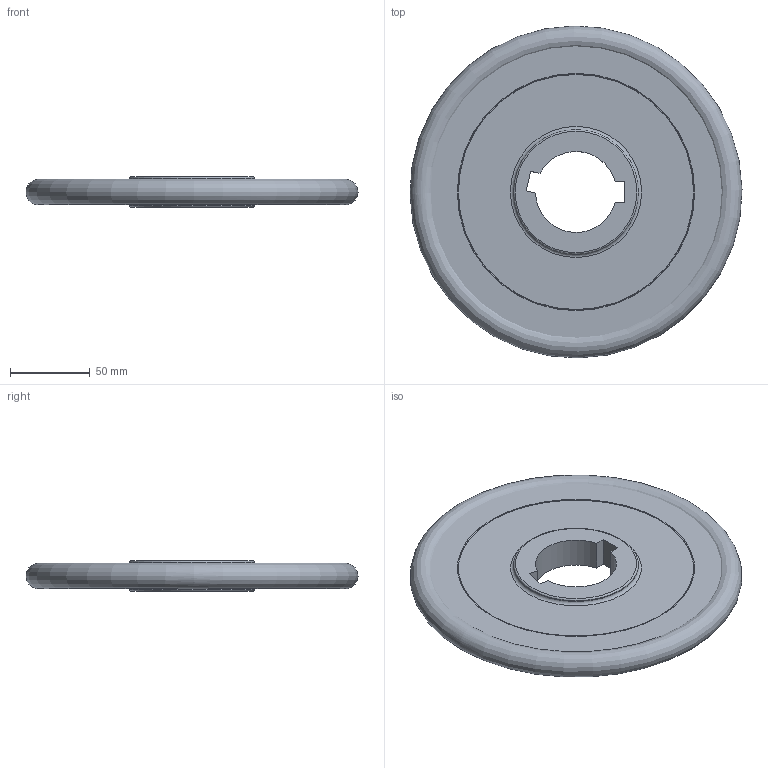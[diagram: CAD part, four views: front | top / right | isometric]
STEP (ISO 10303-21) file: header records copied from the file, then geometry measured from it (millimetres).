
FILE_DESCRIPTION(/* description */ (''),/* implementation_level */ '2;1');
FILE_NAME(/* name */ '335.25-08.00-0911R-R8.stp',/* time_stamp */ '2020-03-05T16:24:33+06:00',/* author */ (''),/* organization */ (''),/* preprocessor_version */ 'ST-DEVELOPER v16.7',/* originating_system */ 'SIEMENS PLM Software NX 12.0',/* authorisation */ '');
FILE_SCHEMA (('AUTOMOTIVE_DESIGN { 1 0 10303 214 3 1 1 1 }'));
Length unit declared in the file: millimetre
Products named in the file (1): 335.25-08.00-0911R-R8
Bounding box: 208.17 x 208.17 x 19.05 mm (x, y, z)
Volume: 492787.7 mm3; surface area: 98489.2 mm2
Topology: 2 solids, 2 shells, 28 faces, 62 edges, 40 vertices
Faces by surface type: plane 12, torus 8, cylinder 5, cone 2, revolution 1
Full cylindrical faces by diameter (mm): 78.2 x2, 199.2 x1
Entity records: 723 total; most frequent: DIRECTION 129, CARTESIAN_POINT 110, ORIENTED_EDGE 84, AXIS2_PLACEMENT_3D 54, EDGE_LOOP 46, EDGE_CURVE 42, FACE_BOUND 39, VERTEX_POINT 35
